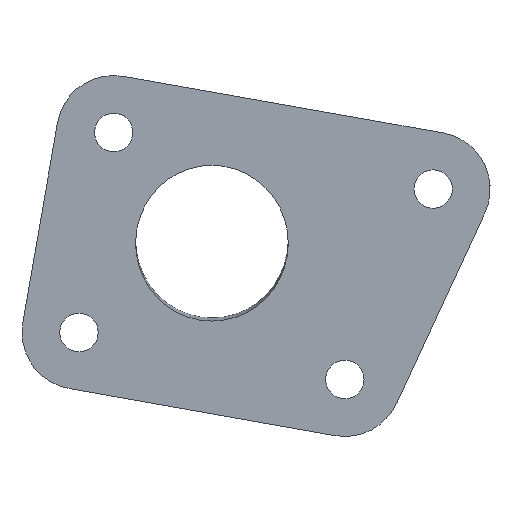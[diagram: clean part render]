
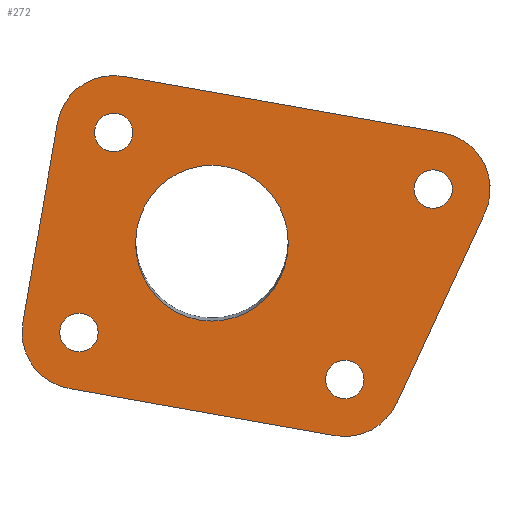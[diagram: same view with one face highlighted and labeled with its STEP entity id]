
A CAD part, left-side view. The second image highlights one B-rep face of the part: STEP entity #272.
In plain terms, the highlighted planar face has unit normal (-1, 0, 0).
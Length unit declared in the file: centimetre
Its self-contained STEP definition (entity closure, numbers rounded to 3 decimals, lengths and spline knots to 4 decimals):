
#18=ELLIPSE('',#299,2.0512,2.01);
#20=FACE_BOUND('',#58,.T.);
#21=FACE_BOUND('',#59,.T.);
#22=FACE_BOUND('',#60,.T.);
#23=FACE_BOUND('',#61,.T.);
#24=FACE_BOUND('',#62,.T.);
#35=PLANE('',#291);
#42=FACE_OUTER_BOUND('',#57,.T.);
#57=EDGE_LOOP('',(#198,#199,#200,#201,#202,#203,#204,#205));
#58=EDGE_LOOP('',(#206));
#59=EDGE_LOOP('',(#207));
#60=EDGE_LOOP('',(#208));
#61=EDGE_LOOP('',(#209));
#62=EDGE_LOOP('',(#210));
#88=LINE('',#417,#104);
#89=LINE('',#421,#105);
#90=LINE('',#425,#106);
#91=LINE('',#428,#107);
#104=VECTOR('',#333,8.5435);
#105=VECTOR('',#336,5.3406);
#106=VECTOR('',#339,7.1088);
#107=VECTOR('',#342,5.5265);
#118=CIRCLE('',#289,1.5);
#120=CIRCLE('',#292,1.5);
#121=CIRCLE('',#293,1.5);
#122=CIRCLE('',#294,1.5);
#123=CIRCLE('',#295,0.505);
#124=CIRCLE('',#296,0.505);
#125=CIRCLE('',#297,0.505);
#126=CIRCLE('',#298,0.505);
#134=VERTEX_POINT('',#407);
#135=VERTEX_POINT('',#408);
#138=VERTEX_POINT('',#416);
#139=VERTEX_POINT('',#418);
#140=VERTEX_POINT('',#420);
#141=VERTEX_POINT('',#422);
#142=VERTEX_POINT('',#424);
#143=VERTEX_POINT('',#426);
#144=VERTEX_POINT('',#429);
#145=VERTEX_POINT('',#431);
#146=VERTEX_POINT('',#433);
#147=VERTEX_POINT('',#435);
#148=VERTEX_POINT('',#437);
#160=EDGE_CURVE('',#134,#135,#118,.T.);
#164=EDGE_CURVE('',#138,#134,#88,.T.);
#165=EDGE_CURVE('',#139,#138,#120,.T.);
#166=EDGE_CURVE('',#140,#139,#89,.T.);
#167=EDGE_CURVE('',#141,#140,#121,.T.);
#168=EDGE_CURVE('',#142,#141,#90,.T.);
#169=EDGE_CURVE('',#143,#142,#122,.T.);
#170=EDGE_CURVE('',#135,#143,#91,.T.);
#171=EDGE_CURVE('',#144,#144,#123,.T.);
#172=EDGE_CURVE('',#145,#145,#124,.T.);
#173=EDGE_CURVE('',#146,#146,#125,.T.);
#174=EDGE_CURVE('',#147,#147,#126,.T.);
#175=EDGE_CURVE('',#148,#148,#18,.T.);
#198=ORIENTED_EDGE('',*,*,#160,.F.);
#199=ORIENTED_EDGE('',*,*,#164,.F.);
#200=ORIENTED_EDGE('',*,*,#165,.F.);
#201=ORIENTED_EDGE('',*,*,#166,.F.);
#202=ORIENTED_EDGE('',*,*,#167,.F.);
#203=ORIENTED_EDGE('',*,*,#168,.F.);
#204=ORIENTED_EDGE('',*,*,#169,.F.);
#205=ORIENTED_EDGE('',*,*,#170,.F.);
#206=ORIENTED_EDGE('',*,*,#171,.F.);
#207=ORIENTED_EDGE('',*,*,#172,.F.);
#208=ORIENTED_EDGE('',*,*,#173,.F.);
#209=ORIENTED_EDGE('',*,*,#174,.F.);
#210=ORIENTED_EDGE('',*,*,#175,.T.);
#272=ADVANCED_FACE('',(#42,#20,#21,#22,#23,#24),#35,.F.);
#289=AXIS2_PLACEMENT_3D('',#409,#325,#326);
#291=AXIS2_PLACEMENT_3D('',#415,#331,#332);
#292=AXIS2_PLACEMENT_3D('',#419,#334,#335);
#293=AXIS2_PLACEMENT_3D('',#423,#337,#338);
#294=AXIS2_PLACEMENT_3D('',#427,#340,#341);
#295=AXIS2_PLACEMENT_3D('',#430,#343,#344);
#296=AXIS2_PLACEMENT_3D('',#432,#345,#346);
#297=AXIS2_PLACEMENT_3D('',#434,#347,#348);
#298=AXIS2_PLACEMENT_3D('',#436,#349,#350);
#299=AXIS2_PLACEMENT_3D('',#438,#351,#352);
#325=DIRECTION('center_axis',(1.,0.,0.));
#326=DIRECTION('ref_axis',(0.,-1.,0.));
#331=DIRECTION('center_axis',(1.,0.,0.));
#332=DIRECTION('ref_axis',(0.,1.,0.));
#333=DIRECTION('',(0.,-0.985,-0.174));
#334=DIRECTION('center_axis',(1.,0.,0.));
#335=DIRECTION('ref_axis',(0.,-0.173,0.985));
#336=DIRECTION('',(0.,-0.171,0.985));
#337=DIRECTION('center_axis',(1.,0.,0.));
#338=DIRECTION('ref_axis',(0.,0.985,0.172));
#339=DIRECTION('',(0.,0.985,0.174));
#340=DIRECTION('center_axis',(1.,0.,0.));
#341=DIRECTION('ref_axis',(0.,-0.907,-0.42));
#342=DIRECTION('',(0.,0.42,-0.907));
#343=DIRECTION('center_axis',(-1.,0.,0.));
#344=DIRECTION('ref_axis',(0.,1.,0.));
#345=DIRECTION('center_axis',(-1.,0.,0.));
#346=DIRECTION('ref_axis',(0.,1.,0.));
#347=DIRECTION('center_axis',(-1.,0.,0.));
#348=DIRECTION('ref_axis',(0.,1.,0.));
#349=DIRECTION('center_axis',(-1.,0.,0.));
#350=DIRECTION('ref_axis',(0.,1.,0.));
#351=DIRECTION('center_axis',(1.,0.,0.));
#352=DIRECTION('ref_axis',(0.,0.,-1.));
#407=CARTESIAN_POINT('',(53.4198,45.9148,47.5511));
#408=CARTESIAN_POINT('',(53.4198,44.8153,45.4433));
#409=CARTESIAN_POINT('Origin',(53.4198,46.1762,46.074));
#415=CARTESIAN_POINT('Origin',(53.4198,0.,0.));
#416=CARTESIAN_POINT('',(53.4198,54.3276,49.0398));
#417=CARTESIAN_POINT('',(53.4198,54.3276,49.0398));
#418=CARTESIAN_POINT('',(53.4198,56.0652,47.8187));
#419=CARTESIAN_POINT('Origin',(53.4198,54.5873,47.5624));
#420=CARTESIAN_POINT('',(53.4198,56.9776,42.5566));
#421=CARTESIAN_POINT('',(53.4198,56.9776,42.5566));
#422=CARTESIAN_POINT('',(53.4198,55.7614,40.8215));
#423=CARTESIAN_POINT('Origin',(53.4198,55.5,42.2986));
#424=CARTESIAN_POINT('',(53.4198,48.7614,39.5828));
#425=CARTESIAN_POINT('',(53.4198,48.7614,39.5828));
#426=CARTESIAN_POINT('',(53.4198,47.139,40.4291));
#427=CARTESIAN_POINT('Origin',(53.4198,48.5,41.0599));
#428=CARTESIAN_POINT('',(53.4198,44.8153,45.4433));
#429=CARTESIAN_POINT('',(53.4198,46.6812,46.074));
#430=CARTESIAN_POINT('Origin',(53.4198,46.1762,46.074));
#431=CARTESIAN_POINT('',(53.4198,55.0923,47.5624));
#432=CARTESIAN_POINT('Origin',(53.4198,54.5873,47.5624));
#433=CARTESIAN_POINT('',(53.4198,49.005,41.0599));
#434=CARTESIAN_POINT('Origin',(53.4198,48.5,41.0599));
#435=CARTESIAN_POINT('',(53.4198,56.005,42.2986));
#436=CARTESIAN_POINT('Origin',(53.4198,55.5,42.2986));
#437=CARTESIAN_POINT('',(53.4198,52.,46.6999));
#438=CARTESIAN_POINT('Origin',(53.4198,52.,44.6488));
